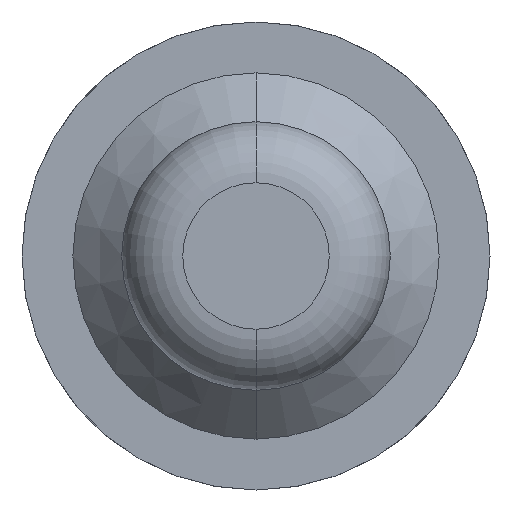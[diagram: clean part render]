
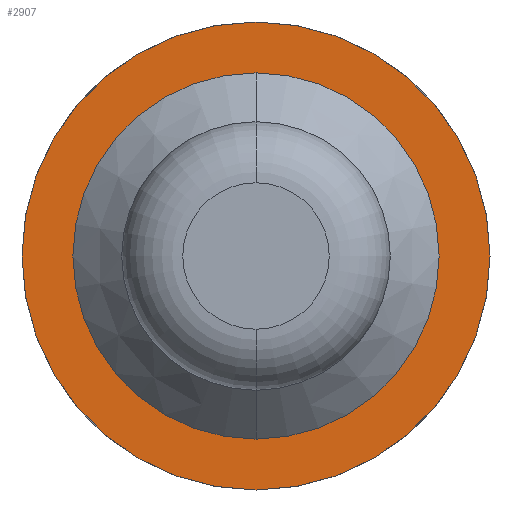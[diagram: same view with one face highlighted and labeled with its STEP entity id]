
A CAD part, front view. The second image highlights one B-rep face of the part: STEP entity #2907.
In plain terms, the highlighted planar face has unit normal (0, -1, 0).
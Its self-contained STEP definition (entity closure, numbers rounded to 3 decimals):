
#74 = ORIENTED_EDGE ( 'NONE', *, *, #1623, .T. ) ;
#91 = ORIENTED_EDGE ( 'NONE', *, *, #4245, .F. ) ;
#93 = AXIS2_PLACEMENT_3D ( 'NONE', #280, #2656, #941 ) ;
#280 = CARTESIAN_POINT ( 'NONE',  ( 0., -1.7, 0. ) ) ;
#580 = CARTESIAN_POINT ( 'NONE',  ( 0.35, -1.7, 0. ) ) ;
#591 = DIRECTION ( 'NONE',  ( 0., 0., -1. ) ) ;
#599 = EDGE_CURVE ( 'Defeature ausgef�hrt2_35+Defeature ausgef�hrt2_36+Defeature ausgef�hrt2_36+Defeature ausgef�hrt2_36', #3811, #2485, #2331, .T. ) ;
#691 = ORIENTED_EDGE ( 'NONE', *, *, #2211, .T. ) ;
#786 = DIRECTION ( 'NONE',  ( 0., -1., 0. ) ) ;
#924 = DIRECTION ( 'NONE',  ( 0., -1., 0. ) ) ;
#941 = DIRECTION ( 'NONE',  ( 0., 0., -1. ) ) ;
#1033 = EDGE_LOOP ( 'NONE', ( #74, #691 ) ) ;
#1325 = AXIS2_PLACEMENT_3D ( 'NONE', #3798, #1668, #2037 ) ;
#1365 = ORIENTED_EDGE ( 'NONE', *, *, #599, .F. ) ;
#1455 = EDGE_LOOP ( 'NONE', ( #91, #1365 ) ) ;
#1590 = CIRCLE ( 'NONE', #93, 0.35 ) ;
#1609 = DIRECTION ( 'NONE',  ( 0., -1., 0. ) ) ;
#1623 = EDGE_CURVE ( 'Defeature ausgef�hrt2_36+Defeature ausgef�hrt2_37+Defeature ausgef�hrt2_37+Defeature ausgef�hrt2_37', #4102, #2038, #4024, .T. ) ;
#1668 = DIRECTION ( 'NONE',  ( 0., -1., 0. ) ) ;
#1723 = CARTESIAN_POINT ( 'NONE',  ( 0., -1.7, -0.35 ) ) ;
#1899 = DIRECTION ( 'NONE',  ( 0., 0., -1. ) ) ;
#1900 = CARTESIAN_POINT ( 'NONE',  ( 0., -1.7, 0.575 ) ) ;
#2037 = DIRECTION ( 'NONE',  ( 0., 0., -1. ) ) ;
#2038 = VERTEX_POINT ( 'NONE', #1900 ) ;
#2211 = EDGE_CURVE ( 'Defeature ausgef�hrt2_36+Defeature ausgef�hrt2_37+Defeature ausgef�hrt2_37+Defeature ausgef�hrt2_37', #2038, #4102, #2701, .T. ) ;
#2212 = CARTESIAN_POINT ( 'NONE',  ( 0., -1.7, 0. ) ) ;
#2307 = CARTESIAN_POINT ( 'NONE',  ( 0., -1.7, 0. ) ) ;
#2331 = CIRCLE ( 'NONE', #4413, 0.35 ) ;
#2480 = CARTESIAN_POINT ( 'NONE',  ( 0., -1.7, -0.575 ) ) ;
#2485 = VERTEX_POINT ( 'NONE', #1723 ) ;
#2656 = DIRECTION ( 'NONE',  ( 0., -1., 0. ) ) ;
#2701 = CIRCLE ( 'NONE', #3254, 0.575 ) ;
#2866 = FACE_BOUND ( 'NONE', #1455, .T. ) ;
#2907 = ADVANCED_FACE ( 'Defeature ausgef�hrt2_36', ( #4246, #2866 ), #2994, .T. ) ;
#2935 = AXIS2_PLACEMENT_3D ( 'NONE', #580, #1609, #591 ) ;
#2954 = DIRECTION ( 'NONE',  ( 0., 0., -1. ) ) ;
#2994 = PLANE ( 'NONE',  #2935 ) ;
#3254 = AXIS2_PLACEMENT_3D ( 'NONE', #2212, #786, #1899 ) ;
#3798 = CARTESIAN_POINT ( 'NONE',  ( 0., -1.7, 0. ) ) ;
#3811 = VERTEX_POINT ( 'NONE', #4463 ) ;
#4024 = CIRCLE ( 'NONE', #1325, 0.575 ) ;
#4102 = VERTEX_POINT ( 'NONE', #2480 ) ;
#4245 = EDGE_CURVE ( 'Defeature ausgef�hrt2_35+Defeature ausgef�hrt2_36+Defeature ausgef�hrt2_36+Defeature ausgef�hrt2_36', #2485, #3811, #1590, .T. ) ;
#4246 = FACE_OUTER_BOUND ( 'NONE', #1033, .T. ) ;
#4413 = AXIS2_PLACEMENT_3D ( 'NONE', #2307, #924, #2954 ) ;
#4463 = CARTESIAN_POINT ( 'NONE',  ( 0., -1.7, 0.35 ) ) ;
